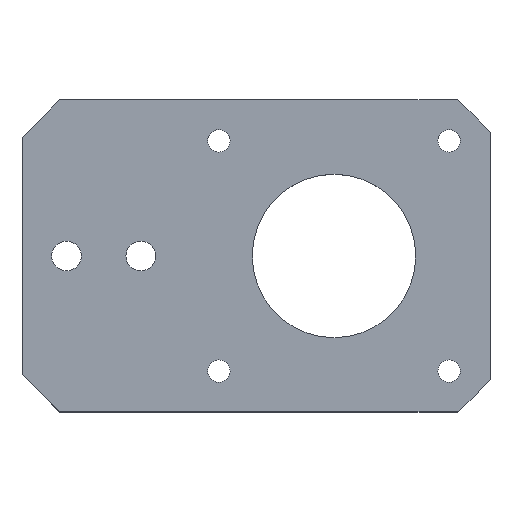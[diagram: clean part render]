
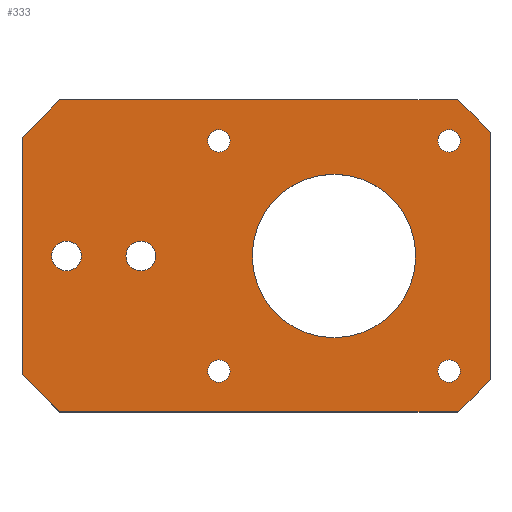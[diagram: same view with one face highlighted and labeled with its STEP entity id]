
A CAD part, top view. The second image highlights one B-rep face of the part: STEP entity #333.
In plain terms, the highlighted planar face has unit normal (0, 0, 1).
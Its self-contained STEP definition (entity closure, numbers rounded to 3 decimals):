
#24=FACE_BOUND('',#76,.T.);
#25=FACE_BOUND('',#77,.T.);
#26=FACE_BOUND('',#78,.T.);
#27=FACE_BOUND('',#79,.T.);
#28=FACE_BOUND('',#80,.T.);
#29=FACE_BOUND('',#81,.T.);
#30=FACE_BOUND('',#82,.T.);
#38=CIRCLE('',#353,26.75);
#39=CIRCLE('',#354,26.75);
#40=CIRCLE('',#355,11.);
#41=CIRCLE('',#356,1.515);
#42=CIRCLE('',#357,1.515);
#43=CIRCLE('',#358,1.515);
#44=CIRCLE('',#359,1.515);
#45=CIRCLE('',#360,2.);
#46=CIRCLE('',#361,2.);
#58=FACE_OUTER_BOUND('',#75,.T.);
#75=EDGE_LOOP('',(#241,#242,#243,#244,#245,#246,#247,#248));
#76=EDGE_LOOP('',(#249));
#77=EDGE_LOOP('',(#250));
#78=EDGE_LOOP('',(#251));
#79=EDGE_LOOP('',(#252));
#80=EDGE_LOOP('',(#253));
#81=EDGE_LOOP('',(#254));
#82=EDGE_LOOP('',(#255));
#104=LINE('',#488,#131);
#108=LINE('',#496,#135);
#111=LINE('',#502,#138);
#112=LINE('',#506,#139);
#113=LINE('',#510,#140);
#114=LINE('',#511,#141);
#131=VECTOR('',#389,10.);
#135=VECTOR('',#395,10.);
#138=VECTOR('',#400,10.);
#139=VECTOR('',#403,10.);
#140=VECTOR('',#406,10.);
#141=VECTOR('',#407,10.);
#158=VERTEX_POINT('',#486);
#159=VERTEX_POINT('',#487);
#162=VERTEX_POINT('',#495);
#164=VERTEX_POINT('',#501);
#165=VERTEX_POINT('',#503);
#166=VERTEX_POINT('',#505);
#167=VERTEX_POINT('',#507);
#168=VERTEX_POINT('',#509);
#169=VERTEX_POINT('',#512);
#170=VERTEX_POINT('',#514);
#171=VERTEX_POINT('',#516);
#172=VERTEX_POINT('',#518);
#173=VERTEX_POINT('',#520);
#174=VERTEX_POINT('',#522);
#175=VERTEX_POINT('',#524);
#188=EDGE_CURVE('',#158,#159,#104,.T.);
#192=EDGE_CURVE('',#162,#159,#108,.T.);
#195=EDGE_CURVE('',#158,#164,#111,.T.);
#196=EDGE_CURVE('',#164,#165,#38,.T.);
#197=EDGE_CURVE('',#165,#166,#112,.T.);
#198=EDGE_CURVE('',#166,#167,#39,.T.);
#199=EDGE_CURVE('',#167,#168,#113,.T.);
#200=EDGE_CURVE('',#162,#168,#114,.T.);
#201=EDGE_CURVE('',#169,#169,#40,.T.);
#202=EDGE_CURVE('',#170,#170,#41,.T.);
#203=EDGE_CURVE('',#171,#171,#42,.T.);
#204=EDGE_CURVE('',#172,#172,#43,.T.);
#205=EDGE_CURVE('',#173,#173,#44,.T.);
#206=EDGE_CURVE('',#174,#174,#45,.T.);
#207=EDGE_CURVE('',#175,#175,#46,.T.);
#241=ORIENTED_EDGE('',*,*,#188,.F.);
#242=ORIENTED_EDGE('',*,*,#195,.T.);
#243=ORIENTED_EDGE('',*,*,#196,.T.);
#244=ORIENTED_EDGE('',*,*,#197,.T.);
#245=ORIENTED_EDGE('',*,*,#198,.T.);
#246=ORIENTED_EDGE('',*,*,#199,.T.);
#247=ORIENTED_EDGE('',*,*,#200,.F.);
#248=ORIENTED_EDGE('',*,*,#192,.T.);
#249=ORIENTED_EDGE('',*,*,#201,.T.);
#250=ORIENTED_EDGE('',*,*,#202,.T.);
#251=ORIENTED_EDGE('',*,*,#203,.T.);
#252=ORIENTED_EDGE('',*,*,#204,.T.);
#253=ORIENTED_EDGE('',*,*,#205,.T.);
#254=ORIENTED_EDGE('',*,*,#206,.T.);
#255=ORIENTED_EDGE('',*,*,#207,.T.);
#325=PLANE('',#352);
#333=ADVANCED_FACE('',(#58,#24,#25,#26,#27,#28,#29,#30),#325,.T.);
#352=AXIS2_PLACEMENT_3D('',#500,#398,#399);
#353=AXIS2_PLACEMENT_3D('',#504,#401,#402);
#354=AXIS2_PLACEMENT_3D('',#508,#404,#405);
#355=AXIS2_PLACEMENT_3D('',#513,#408,#409);
#356=AXIS2_PLACEMENT_3D('',#515,#410,#411);
#357=AXIS2_PLACEMENT_3D('',#517,#412,#413);
#358=AXIS2_PLACEMENT_3D('',#519,#414,#415);
#359=AXIS2_PLACEMENT_3D('',#521,#416,#417);
#360=AXIS2_PLACEMENT_3D('',#523,#418,#419);
#361=AXIS2_PLACEMENT_3D('',#525,#420,#421);
#389=DIRECTION('',(-0.707,0.707,0.));
#395=DIRECTION('',(0.,-1.,0.));
#398=DIRECTION('center_axis',(0.,0.,1.));
#399=DIRECTION('ref_axis',(-1.,0.,0.));
#400=DIRECTION('',(1.,0.,0.));
#401=DIRECTION('center_axis',(0.,0.,1.));
#402=DIRECTION('ref_axis',(0.619,-0.785,0.));
#403=DIRECTION('',(0.,1.,0.));
#404=DIRECTION('center_axis',(0.,0.,1.));
#405=DIRECTION('ref_axis',(0.785,0.619,0.));
#406=DIRECTION('',(-1.,0.,0.));
#407=DIRECTION('',(0.707,0.707,0.));
#408=DIRECTION('center_axis',(0.,0.,-1.));
#409=DIRECTION('ref_axis',(-1.,0.,0.));
#410=DIRECTION('center_axis',(0.,0.,-1.));
#411=DIRECTION('ref_axis',(-1.,0.,0.));
#412=DIRECTION('center_axis',(0.,0.,-1.));
#413=DIRECTION('ref_axis',(-1.,0.,0.));
#414=DIRECTION('center_axis',(0.,0.,-1.));
#415=DIRECTION('ref_axis',(-1.,0.,0.));
#416=DIRECTION('center_axis',(0.,0.,-1.));
#417=DIRECTION('ref_axis',(-1.,0.,0.));
#418=DIRECTION('center_axis',(0.,0.,-1.));
#419=DIRECTION('ref_axis',(-1.,0.,0.));
#420=DIRECTION('center_axis',(0.,0.,-1.));
#421=DIRECTION('ref_axis',(-1.,0.,0.));
#486=CARTESIAN_POINT('',(-37.,-21.,5.));
#487=CARTESIAN_POINT('',(-42.,-16.,5.));
#488=CARTESIAN_POINT('',(-36.875,-21.125,5.));
#495=CARTESIAN_POINT('',(-42.,16.,5.));
#496=CARTESIAN_POINT('',(-42.,21.,5.));
#500=CARTESIAN_POINT('Origin',(-10.5,0.,5.));
#501=CARTESIAN_POINT('',(16.57,-21.,5.));
#502=CARTESIAN_POINT('',(-42.,-21.,5.));
#503=CARTESIAN_POINT('',(21.,-16.57,5.));
#504=CARTESIAN_POINT('Origin',(0.,0.,5.));
#505=CARTESIAN_POINT('',(21.,16.57,5.));
#506=CARTESIAN_POINT('',(21.,-21.,5.));
#507=CARTESIAN_POINT('',(16.57,21.,5.));
#508=CARTESIAN_POINT('Origin',(0.,0.,5.));
#509=CARTESIAN_POINT('',(-37.,21.,5.));
#510=CARTESIAN_POINT('',(21.,21.,5.));
#511=CARTESIAN_POINT('',(-36.875,21.125,5.));
#512=CARTESIAN_POINT('',(11.,0.,5.));
#513=CARTESIAN_POINT('Origin',(0.,0.,5.));
#514=CARTESIAN_POINT('',(-13.986,15.5,5.));
#515=CARTESIAN_POINT('Origin',(-15.5,15.5,5.));
#516=CARTESIAN_POINT('',(-13.986,-15.5,5.));
#517=CARTESIAN_POINT('Origin',(-15.5,-15.5,5.));
#518=CARTESIAN_POINT('',(17.015,-15.5,5.));
#519=CARTESIAN_POINT('Origin',(15.5,-15.5,5.));
#520=CARTESIAN_POINT('',(17.015,15.5,5.));
#521=CARTESIAN_POINT('Origin',(15.5,15.5,5.));
#522=CARTESIAN_POINT('',(-24.,0.,5.));
#523=CARTESIAN_POINT('Origin',(-26.,0.,5.));
#524=CARTESIAN_POINT('',(-34.,0.,5.));
#525=CARTESIAN_POINT('Origin',(-36.,0.,
5.));
